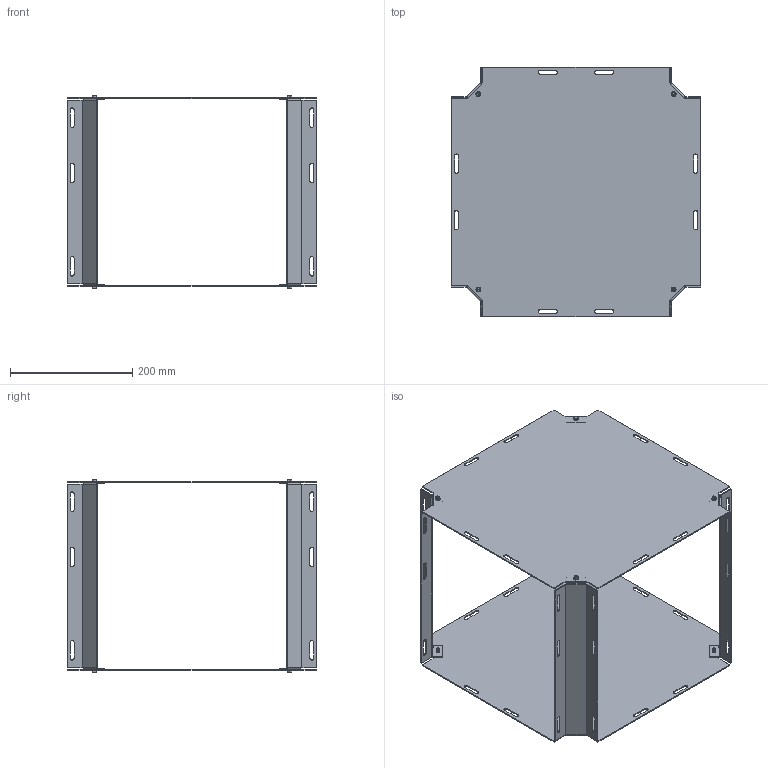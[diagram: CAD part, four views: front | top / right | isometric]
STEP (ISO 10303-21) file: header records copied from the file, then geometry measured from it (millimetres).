
FILE_DESCRIPTION(/* description */ ('CROSS WIREWAY FITTING, TOP & BOTTOM, GALV., 12X12'),/* implementation_level */ '2;1');
FILE_NAME(/* name */ 'X1212G.stp',/* time_stamp */ '2015-10-19T16:14:48+06:00',/* author */ ('schinnathambi'),/* organization */ (''),/* preprocessor_version */ 'ST-DEVELOPER v16.1',/* originating_system */ 'Autodesk Inventor 2016',/* authorisation */ '');
FILE_SCHEMA (('AUTOMOTIVE_DESIGN { 1 0 10303 214 3 1 1 }'));
Length unit declared in the file: inch
Products named in the file (4): X1212GTB; X1212GBK; 372141; X1212G
Assembly tree (14 placements, depth 2):
  X1212G
    X1212GTB  x2
    X1212GBK  x4
    372141  x8
Bounding box: 407.53 x 407.53 x 315.42 mm (x, y, z)
Volume: 771389.2 mm3; surface area: 840036.3 mm2
Topology: 14 solids, 14 shells, 1004 faces, 2432 edges, 1464 vertices
Faces by surface type: plane 468, cylinder 224, cone 216, torus 96
Full cylindrical faces by diameter (mm): 4.343 x8, 4.595 x64, 6.35 x8, 7.938 x8
Entity records: 6167 total; most frequent: CARTESIAN_POINT 1129, DIRECTION 1018, ORIENTED_EDGE 928, EDGE_CURVE 464, AXIS2_PLACEMENT_3D 363, VERTEX_POINT 310, LINE 292, VECTOR 292
